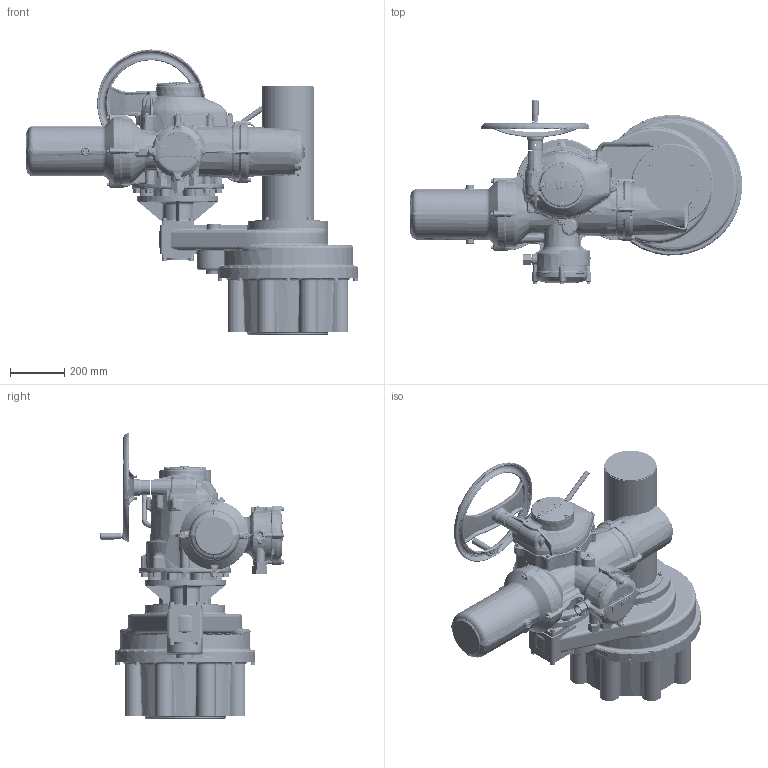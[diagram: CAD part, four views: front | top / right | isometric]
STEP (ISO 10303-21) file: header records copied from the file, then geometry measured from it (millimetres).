
FILE_DESCRIPTION(/* description */ ('Unknown'),/* implementation_level */ '2;1');
FILE_NAME(/* name */ 'II5SHSIS14STD',/* time_stamp */ '2019-04-25T14:58:09+01:00',/* author */ ('Unknown'),/* organization */ ('Unknown'),/* preprocessor_version */ 'ST-DEVELOPER v16.7',/* originating_system */ 'DEX',/* authorisation */ $);
FILE_SCHEMA (('AUTOMOTIVE_DESIGN {1 0 10303 214 3 1 1}'));
Length unit declared in the file: millimetre
Products named in the file (15): II5SHSIS14STD; GB-IS14-GCASE; GB-IS14-CTUBE_500; GB-IS14-OUTFLG_F40; GB-IS14-INFLG_F25; IQ3 90 SHW; II45-01-std; II0-20LONG-std; II5-05-std; II45-02B3B4_F25-std; II0-55-std; II45-04SHW-std; II345-04CAP-std; II0-55-ADPIMP4-std; GB-IS14-INDPLATE
Assembly tree (14 placements, depth 3):
  II5SHSIS14STD
    GB-IS14-GCASE
    GB-IS14-CTUBE_500
    GB-IS14-OUTFLG_F40
    GB-IS14-INFLG_F25
    IQ3 90 SHW
      II45-01-std
      II0-20LONG-std
      II5-05-std
      II45-02B3B4_F25-std
      II0-55-std
      II45-04SHW-std
      II345-04CAP-std
    II0-55-ADPIMP4-std
    GB-IS14-INDPLATE
Bounding box: 1226.74 x 680.05 x 1053.8 mm (x, y, z)
Volume: 74948981.1 mm3; surface area: 5510612 mm2
Topology: 47 solids, 79 shells, 8453 faces, 20754 edges, 12329 vertices
Faces by surface type: bspline 3109, plane 2237, cylinder 1313, torus 929, cone 637, sphere 228
Full cylindrical faces by diameter (mm): 1.152 x1, 3 x10, 3.5 x1, 6 x5, 6.45 x4, 6.47 x4, 6.5 x1, 6.647 x8, 7 x4, 7.6 x4, 8 x21, 8.1 x1, 8.2 x1, 8.3 x2, 8.376 x1, 8.5 x16, 9.7 x1, 10 x16, 10.2 x8, 10.5 x8, 10.728 x1, 11.5 x8, 12 x10, 12.1 x1, 12.5 x4, 13 x16, 13.25 x11, 13.548 x1, 13.55 x1, 13.835 x16
Entity records: 367399 total; most frequent: CARTESIAN_POINT 139454, ORIENTED_EDGE 38667, DIRECTION 29812, EDGE_CURVE 19335, AXIS2_PLACEMENT_3D 12560, VERTEX_POINT 11937, FACE_BOUND 9489, EDGE_LOOP 9445
